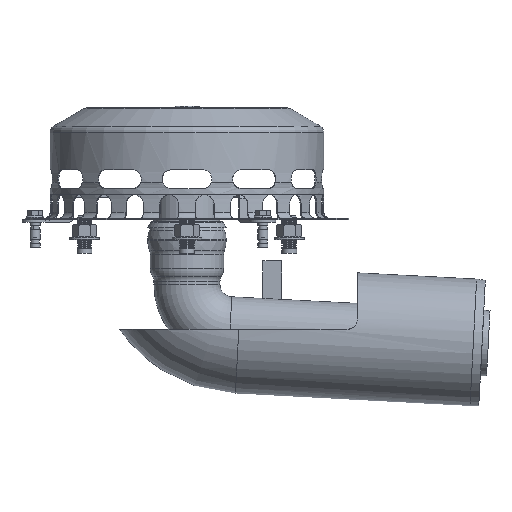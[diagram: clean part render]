
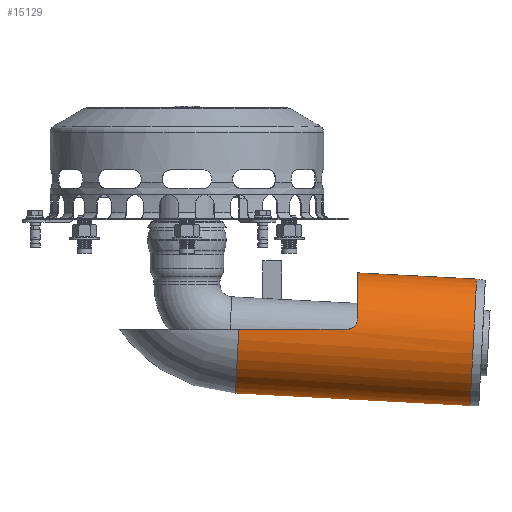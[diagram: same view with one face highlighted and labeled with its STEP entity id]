
A CAD part, front view. The second image highlights one B-rep face of the part: STEP entity #15129.
In plain terms, the highlighted cylindrical face has radius 510 mm (diameter 1020 mm), a full revolution.
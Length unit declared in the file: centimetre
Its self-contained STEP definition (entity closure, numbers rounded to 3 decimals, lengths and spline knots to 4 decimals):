
#159=B_SPLINE_CURVE_WITH_KNOTS('',3,(#24259,#24260,#24261,#24262,#24263,
#24264,#24265,#24266,#24267,#24268,#24269,#24270,#24271,#24272,#24273,#24274,
#24275,#24276,#24277,#24278),.UNSPECIFIED.,.F.,.F.,(4,2,2,2,2,2,2,2,2,4),
(0.4412,1.5981,3.1963,4.7944,6.3926,
8.0318,9.671,11.3102,12.9495,13.4084),
 .UNSPECIFIED.);
#160=B_SPLINE_CURVE_WITH_KNOTS('',3,(#24285,#24286,#24287,#24288,#24289,
#24290,#24291,#24292,#24293,#24294,#24295,#24296,#24297,#24298,#24299,#24300,
#24301,#24302,#24303,#24304),.UNSPECIFIED.,.F.,.F.,(4,2,2,2,2,2,2,2,2,4),
(-13.4084,-12.9495,-11.3102,-9.671,
-8.0318,-6.3926,-4.7944,-3.1963,
-1.5981,-0.4412),.UNSPECIFIED.);
#703=ELLIPSE('',#16466,974.4735,51.);
#704=ELLIPSE('',#16467,51.07,51.);
#705=ELLIPSE('',#16468,51.07,51.);
#706=ELLIPSE('',#16469,974.4735,51.);
#868=CYLINDRICAL_SURFACE('',#16465,51.);
#1476=LINE('',#24281,#2374);
#2374=VECTOR('',#19496,51.);
#3537=FACE_OUTER_BOUND('',#4509,.T.);
#4509=EDGE_LOOP('',(#11240,#11241,#11242,#11243,#11244,#11245,#11246,#11247,
#11248,#11249));
#5510=CIRCLE('',#16450,51.);
#5515=CIRCLE('',#16459,51.);
#6510=VERTEX_POINT('',#24011);
#6516=VERTEX_POINT('',#24115);
#6517=VERTEX_POINT('',#24116);
#6523=VERTEX_POINT('',#24256);
#6524=VERTEX_POINT('',#24258);
#6525=VERTEX_POINT('',#24279);
#6526=VERTEX_POINT('',#24282);
#6527=VERTEX_POINT('',#24284);
#8214=EDGE_CURVE('',#6510,#6510,#5510,.T.);
#8224=EDGE_CURVE('',#6517,#6516,#5515,.T.);
#8232=EDGE_CURVE('',#6517,#6523,#703,.T.);
#8233=EDGE_CURVE('',#6523,#6524,#159,.T.);
#8234=EDGE_CURVE('',#6524,#6525,#704,.T.);
#8235=EDGE_CURVE('',#6525,#6510,#1476,.T.);
#8236=EDGE_CURVE('',#6525,#6526,#705,.T.);
#8237=EDGE_CURVE('',#6526,#6527,#160,.T.);
#8238=EDGE_CURVE('',#6527,#6516,#706,.T.);
#11240=ORIENTED_EDGE('',*,*,#8232,.T.);
#11241=ORIENTED_EDGE('',*,*,#8233,.T.);
#11242=ORIENTED_EDGE('',*,*,#8234,.T.);
#11243=ORIENTED_EDGE('',*,*,#8235,.T.);
#11244=ORIENTED_EDGE('',*,*,#8214,.T.);
#11245=ORIENTED_EDGE('',*,*,#8235,.F.);
#11246=ORIENTED_EDGE('',*,*,#8236,.T.);
#11247=ORIENTED_EDGE('',*,*,#8237,.T.);
#11248=ORIENTED_EDGE('',*,*,#8238,.T.);
#11249=ORIENTED_EDGE('',*,*,#8224,.F.);
#15129=ADVANCED_FACE('',(#3537),#868,.T.);
#16450=AXIS2_PLACEMENT_3D('',#24012,#19456,#19457);
#16459=AXIS2_PLACEMENT_3D('',#24203,#19477,#19478);
#16465=AXIS2_PLACEMENT_3D('',#24255,#19490,#19491);
#16466=AXIS2_PLACEMENT_3D('',#24257,#19492,#19493);
#16467=AXIS2_PLACEMENT_3D('',#24280,#19494,#19495);
#16468=AXIS2_PLACEMENT_3D('',#24283,#19497,#19498);
#16469=AXIS2_PLACEMENT_3D('',#24305,#19499,#19500);
#19456=DIRECTION('center_axis',(-0.999,0.,
0.052));
#19457=DIRECTION('ref_axis',(0.,-1.,0.));
#19477=DIRECTION('center_axis',(-0.999,0.,
0.052));
#19478=DIRECTION('ref_axis',(-0.052,0.,
-0.999));
#19490=DIRECTION('center_axis',(-0.999,0.,
0.052));
#19491=DIRECTION('ref_axis',(-0.052,0.,
-0.999));
#19492=DIRECTION('center_axis',(0.,0.,
-1.));
#19493=DIRECTION('ref_axis',(-1.,0.,0.));
#19494=DIRECTION('center_axis',(1.,0.,0.));
#19495=DIRECTION('ref_axis',(0.,0.,-1.));
#19496=DIRECTION('',(0.999,0.,-0.052));
#19497=DIRECTION('center_axis',(1.,0.,0.));
#19498=DIRECTION('ref_axis',(0.,0.,-1.));
#19499=DIRECTION('center_axis',(0.,0.,
-1.));
#19500=DIRECTION('ref_axis',(-1.,0.,0.));
#24011=CARTESIAN_POINT('',(1668.717,170.9,44.0024));
#24012=CARTESIAN_POINT('Origin',(1666.0478,170.9,-6.9277));
#24115=CARTESIAN_POINT('',(1477.7062,119.9057,3.7045));
#24116=CARTESIAN_POINT('',(1477.7062,221.8943,3.7045));
#24203=CARTESIAN_POINT('Origin',(1477.6664,170.9,2.9449));
#24255=CARTESIAN_POINT('Origin',(1662.6303,170.9,-6.7486));
#24256=CARTESIAN_POINT('',(1564.5659,221.6232,3.7045));
#24257=CARTESIAN_POINT('Origin',(1463.1734,170.9,3.7045));
#24258=CARTESIAN_POINT('',(1573.0659,219.8717,12.2045));
#24259=CARTESIAN_POINT('Ctrl Pts',(1564.5659,221.6232,3.7045));
#24260=CARTESIAN_POINT('Ctrl Pts',(1564.9582,221.621,3.7045));
#24261=CARTESIAN_POINT('Ctrl Pts',(1565.3584,221.616,3.7319));
#24262=CARTESIAN_POINT('Ctrl Pts',(1566.311,221.5961,3.8668));
#24263=CARTESIAN_POINT('Ctrl Pts',(1566.8635,221.5783,4.0014));
#24264=CARTESIAN_POINT('Ctrl Pts',(1567.9289,221.5277,4.3776));
#24265=CARTESIAN_POINT('Ctrl Pts',(1568.4427,221.4949,4.6196));
#24266=CARTESIAN_POINT('Ctrl Pts',(1569.3989,221.4123,5.19));
#24267=CARTESIAN_POINT('Ctrl Pts',(1569.8412,221.3626,5.5185));
#24268=CARTESIAN_POINT('Ctrl Pts',(1570.6405,221.246,6.2341));
#24269=CARTESIAN_POINT('Ctrl Pts',(1571.0224,221.1748,6.6471));
#24270=CARTESIAN_POINT('Ctrl Pts',(1571.702,221.0055,7.5519));
#24271=CARTESIAN_POINT('Ctrl Pts',(1571.9998,220.9071,8.0436));
#24272=CARTESIAN_POINT('Ctrl Pts',(1572.4881,220.6845,9.0719));
#24273=CARTESIAN_POINT('Ctrl Pts',(1572.6792,220.5599,9.6094));
#24274=CARTESIAN_POINT('Ctrl Pts',(1572.9486,220.2911,10.6905));
#24275=CARTESIAN_POINT('Ctrl Pts',(1573.0268,220.1467,11.2343));
#24276=CARTESIAN_POINT('Ctrl Pts',(1573.062,219.9575,11.9067));
#24277=CARTESIAN_POINT('Ctrl Pts',(1573.0659,219.9151,12.0551));
#24278=CARTESIAN_POINT('Ctrl Pts',(1573.0659,219.8717,12.2045));
#24279=CARTESIAN_POINT('',(1573.0659,170.9,49.0152));
#24280=CARTESIAN_POINT('Origin',(1573.0659,170.9,-2.0547));
#24281=CARTESIAN_POINT('',(1665.2995,170.9,44.1815));
#24282=CARTESIAN_POINT('',(1573.0659,121.9283,12.2045));
#24283=CARTESIAN_POINT('Origin',(1573.0659,170.9,-2.0547));
#24284=CARTESIAN_POINT('',(1564.5659,120.1768,3.7045));
#24285=CARTESIAN_POINT('Ctrl Pts',(1573.0659,121.9283,12.2045));
#24286=CARTESIAN_POINT('Ctrl Pts',(1573.0659,121.8849,12.0551));
#24287=CARTESIAN_POINT('Ctrl Pts',(1573.062,121.8425,11.9067));
#24288=CARTESIAN_POINT('Ctrl Pts',(1573.0268,121.6533,11.2343));
#24289=CARTESIAN_POINT('Ctrl Pts',(1572.9486,121.509,10.6905));
#24290=CARTESIAN_POINT('Ctrl Pts',(1572.6792,121.2401,9.6094));
#24291=CARTESIAN_POINT('Ctrl Pts',(1572.4881,121.1155,9.0719));
#24292=CARTESIAN_POINT('Ctrl Pts',(1571.9998,120.8929,8.0436));
#24293=CARTESIAN_POINT('Ctrl Pts',(1571.702,120.7945,7.5519));
#24294=CARTESIAN_POINT('Ctrl Pts',(1571.0224,120.6252,6.6471));
#24295=CARTESIAN_POINT('Ctrl Pts',(1570.6405,120.554,6.2341));
#24296=CARTESIAN_POINT('Ctrl Pts',(1569.8412,120.4374,5.5185));
#24297=CARTESIAN_POINT('Ctrl Pts',(1569.3989,120.3877,5.19));
#24298=CARTESIAN_POINT('Ctrl Pts',(1568.4427,120.3051,4.6196));
#24299=CARTESIAN_POINT('Ctrl Pts',(1567.9289,120.2723,4.3776));
#24300=CARTESIAN_POINT('Ctrl Pts',(1566.8635,120.2217,4.0014));
#24301=CARTESIAN_POINT('Ctrl Pts',(1566.311,120.2039,3.8668));
#24302=CARTESIAN_POINT('Ctrl Pts',(1565.3584,120.184,3.7319));
#24303=CARTESIAN_POINT('Ctrl Pts',(1564.9582,120.179,3.7045));
#24304=CARTESIAN_POINT('Ctrl Pts',(1564.5659,120.1768,3.7045));
#24305=CARTESIAN_POINT('Origin',(1463.1734,170.9,3.7045));
